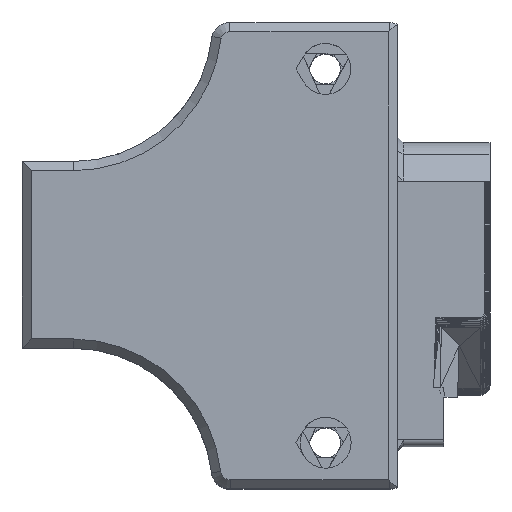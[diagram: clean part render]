
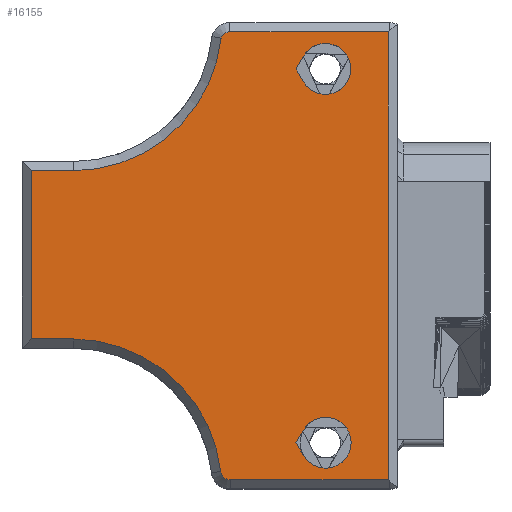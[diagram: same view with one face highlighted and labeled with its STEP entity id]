
A CAD part, top view. The second image highlights one B-rep face of the part: STEP entity #16155.
In plain terms, the highlighted planar face has unit normal (0, 0, 1).
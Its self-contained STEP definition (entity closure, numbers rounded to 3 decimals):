
#48=FACE_BOUND('',#2396,.T.);
#49=FACE_BOUND('',#2397,.T.);
#83=CIRCLE('',#17321,2.75);
#92=CIRCLE('',#17346,2.75);
#116=CIRCLE('',#17401,1.);
#117=CIRCLE('',#17402,16.095);
#118=CIRCLE('',#17403,16.17);
#119=CIRCLE('',#17404,0.997);
#1223=FACE_OUTER_BOUND('',#2395,.T.);
#2395=EDGE_LOOP('',(#13525,#13526,#13527,#13528,#13529,#13530,#13531,#13532,
#13533,#13534));
#2396=EDGE_LOOP('',(#13535,#13536,#13537));
#2397=EDGE_LOOP('',(#13538,#13539,#13540));
#4309=LINE('',#25747,#6354);
#4391=LINE('',#25960,#6436);
#4393=LINE('',#25975,#6438);
#4394=LINE('',#25981,#6439);
#4395=LINE('',#25983,#6440);
#4396=LINE('',#25985,#6441);
#4397=LINE('',#25990,#6442);
#4398=LINE('',#25991,#6443);
#4399=LINE('',#25993,#6444);
#4400=LINE('',#25994,#6445);
#6354=VECTOR('',#21509,10.);
#6436=VECTOR('',#21695,10.);
#6438=VECTOR('',#21699,10.);
#6439=VECTOR('',#21704,10.);
#6440=VECTOR('',#21705,10.);
#6441=VECTOR('',#21706,10.);
#6442=VECTOR('',#21711,10.);
#6443=VECTOR('',#21712,10.);
#6444=VECTOR('',#21713,10.);
#6445=VECTOR('',#21714,10.);
#7349=VERTEX_POINT('',#25649);
#7350=VERTEX_POINT('',#25651);
#7378=VERTEX_POINT('',#25739);
#7379=VERTEX_POINT('',#25741);
#7380=VERTEX_POINT('',#25745);
#7458=VERTEX_POINT('',#25957);
#7459=VERTEX_POINT('',#25959);
#7461=VERTEX_POINT('',#25974);
#7462=VERTEX_POINT('',#25976);
#7463=VERTEX_POINT('',#25978);
#7464=VERTEX_POINT('',#25980);
#7465=VERTEX_POINT('',#25982);
#7466=VERTEX_POINT('',#25984);
#7467=VERTEX_POINT('',#25986);
#7468=VERTEX_POINT('',#25988);
#7469=VERTEX_POINT('',#25992);
#9360=EDGE_CURVE('',#7350,#7349,#83,.T.);
#9405=EDGE_CURVE('',#7379,#7378,#92,.T.);
#9408=EDGE_CURVE('',#7378,#7380,#4309,.T.);
#9515=EDGE_CURVE('',#7458,#7459,#4391,.T.);
#9519=EDGE_CURVE('',#7461,#7458,#4393,.T.);
#9520=EDGE_CURVE('',#7462,#7461,#116,.T.);
#9521=EDGE_CURVE('',#7463,#7462,#117,.T.);
#9522=EDGE_CURVE('',#7464,#7463,#4394,.T.);
#9523=EDGE_CURVE('',#7465,#7464,#4395,.T.);
#9524=EDGE_CURVE('',#7466,#7465,#4396,.T.);
#9525=EDGE_CURVE('',#7467,#7466,#118,.T.);
#9526=EDGE_CURVE('',#7468,#7467,#119,.T.);
#9527=EDGE_CURVE('',#7459,#7468,#4397,.T.);
#9528=EDGE_CURVE('',#7380,#7379,#4398,.T.);
#9529=EDGE_CURVE('',#7469,#7350,#4399,.T.);
#9530=EDGE_CURVE('',#7349,#7469,#4400,.T.);
#13525=ORIENTED_EDGE('',*,*,#9515,.F.);
#13526=ORIENTED_EDGE('',*,*,#9519,.F.);
#13527=ORIENTED_EDGE('',*,*,#9520,.F.);
#13528=ORIENTED_EDGE('',*,*,#9521,.F.);
#13529=ORIENTED_EDGE('',*,*,#9522,.F.);
#13530=ORIENTED_EDGE('',*,*,#9523,.F.);
#13531=ORIENTED_EDGE('',*,*,#9524,.F.);
#13532=ORIENTED_EDGE('',*,*,#9525,.F.);
#13533=ORIENTED_EDGE('',*,*,#9526,.F.);
#13534=ORIENTED_EDGE('',*,*,#9527,.F.);
#13535=ORIENTED_EDGE('',*,*,#9528,.T.);
#13536=ORIENTED_EDGE('',*,*,#9405,.T.);
#13537=ORIENTED_EDGE('',*,*,#9408,.T.);
#13538=ORIENTED_EDGE('',*,*,#9529,.T.);
#13539=ORIENTED_EDGE('',*,*,#9360,.T.);
#13540=ORIENTED_EDGE('',*,*,#9530,.T.);
#15004=PLANE('',#17400);
#16155=ADVANCED_FACE('',(#1223,#48,#49),#15004,.T.);
#17321=AXIS2_PLACEMENT_3D('',#25652,#21417,#21418);
#17346=AXIS2_PLACEMENT_3D('',#25742,#21503,#21504);
#17400=AXIS2_PLACEMENT_3D('',#25973,#21697,#21698);
#17401=AXIS2_PLACEMENT_3D('',#25977,#21700,#21701);
#17402=AXIS2_PLACEMENT_3D('',#25979,#21702,#21703);
#17403=AXIS2_PLACEMENT_3D('',#25987,#21707,#21708);
#17404=AXIS2_PLACEMENT_3D('',#25989,#21709,#21710);
#21417=DIRECTION('center_axis',(0.,0.,-1.));
#21418=DIRECTION('ref_axis',(-1.,0.,0.));
#21503=DIRECTION('center_axis',(0.,0.,-1.));
#21504=DIRECTION('ref_axis',(-1.,0.,0.));
#21509=DIRECTION('',(-0.499,0.867,0.));
#21695=DIRECTION('',(0.,-1.,0.));
#21697=DIRECTION('center_axis',(0.,0.,1.));
#21698=DIRECTION('ref_axis',(-1.,0.,0.));
#21699=DIRECTION('',(1.,0.,0.));
#21700=DIRECTION('center_axis',(0.,0.,-1.));
#21701=DIRECTION('ref_axis',(0.,1.,0.));
#21702=DIRECTION('center_axis',(0.,0.,1.));
#21703=DIRECTION('ref_axis',(0.004,-1.,0.));
#21704=DIRECTION('',(1.,0.,0.));
#21705=DIRECTION('',(0.,1.,0.));
#21706=DIRECTION('',(-1.,0.001,0.));
#21707=DIRECTION('center_axis',(0.,0.,1.));
#21708=DIRECTION('ref_axis',(0.994,0.113,0.));
#21709=DIRECTION('center_axis',(0.,0.,-1.));
#21710=DIRECTION('ref_axis',(-0.994,-0.113,0.));
#21711=DIRECTION('',(-1.,0.,0.));
#21712=DIRECTION('',(0.499,0.867,0.));
#21713=DIRECTION('',(0.53,0.848,0.));
#21714=DIRECTION('',(-0.53,0.848,0.));
#25649=CARTESIAN_POINT('',(275.507,5.167,12.228));
#25651=CARTESIAN_POINT('',(275.507,8.081,12.228));
#25652=CARTESIAN_POINT('Origin',(277.839,6.624,12.228));
#25739=CARTESIAN_POINT('',(275.424,45.664,12.228));
#25741=CARTESIAN_POINT('',(275.424,48.409,12.228));
#25742=CARTESIAN_POINT('Origin',(277.807,47.037,12.228));
#25745=CARTESIAN_POINT('',(274.633,47.037,12.228));
#25747=CARTESIAN_POINT('',(278.235,40.782,12.228));
#25957=CARTESIAN_POINT('',(284.599,51.043,12.228));
#25959=CARTESIAN_POINT('',(284.599,2.624,12.228));
#25960=CARTESIAN_POINT('',(284.599,19.228,12.228));
#25973=CARTESIAN_POINT('Origin',(265.301,26.832,12.228));
#25974=CARTESIAN_POINT('',(267.481,51.043,12.228));
#25975=CARTESIAN_POINT('',(275.015,51.043,12.228));
#25976=CARTESIAN_POINT('',(266.527,50.343,12.228));
#25977=CARTESIAN_POINT('Origin',(267.481,50.043,12.228));
#25978=CARTESIAN_POINT('',(250.59,36.032,12.228));
#25979=CARTESIAN_POINT('Origin',(250.531,52.127,12.228));
#25980=CARTESIAN_POINT('',(246.003,36.031,12.228));
#25981=CARTESIAN_POINT('',(257.943,36.034,12.228));
#25982=CARTESIAN_POINT('',(246.003,17.844,12.228));
#25983=CARTESIAN_POINT('',(246.003,31.931,12.228));
#25984=CARTESIAN_POINT('',(250.594,17.841,12.228));
#25985=CARTESIAN_POINT('',(255.149,17.838,12.228));
#25986=CARTESIAN_POINT('',(266.489,3.505,12.228));
#25987=CARTESIAN_POINT('Origin',(250.424,1.673,12.228));
#25988=CARTESIAN_POINT('',(267.561,2.624,12.228));
#25989=CARTESIAN_POINT('Origin',(267.48,3.618,12.228));
#25990=CARTESIAN_POINT('',(266.447,2.624,12.228));
#25991=CARTESIAN_POINT('',(269.102,37.432,12.228));
#25992=CARTESIAN_POINT('',(274.597,6.624,12.228));
#25993=CARTESIAN_POINT('',(277.832,11.803,12.228));
#25994=CARTESIAN_POINT('',(269.207,15.252,12.228));
